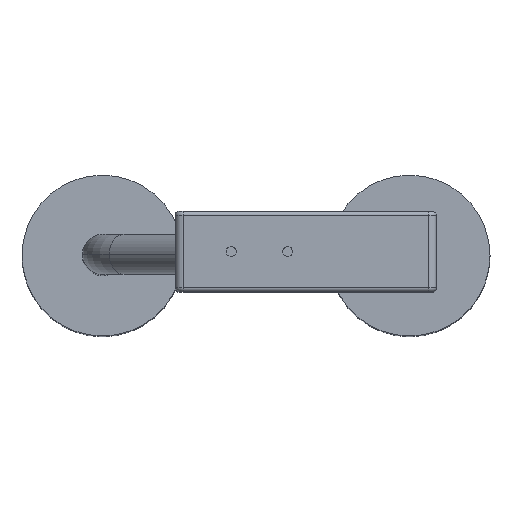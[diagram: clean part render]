
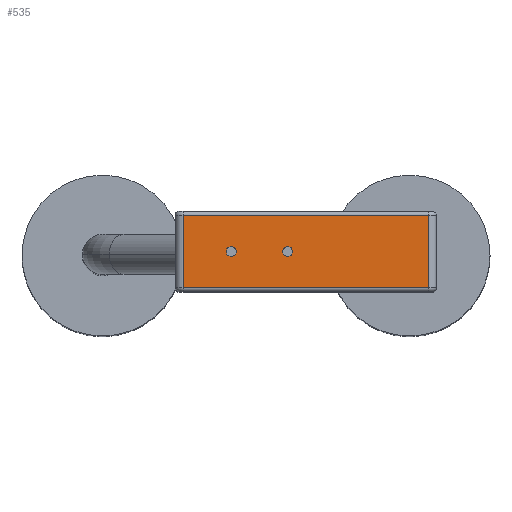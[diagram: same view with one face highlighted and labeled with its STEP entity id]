
A CAD part, top view. The second image highlights one B-rep face of the part: STEP entity #535.
In plain terms, the highlighted planar face has unit normal (0, 0, 1).
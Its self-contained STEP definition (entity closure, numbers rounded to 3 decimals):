
#18 = CARTESIAN_POINT ( 'NONE',  ( -0.325, 0., 4. ) ) ;
#115 = CARTESIAN_POINT ( 'NONE',  ( 3.05, -0.9, 4. ) ) ;
#162 = VECTOR ( 'NONE', #1318, 1000. ) ;
#244 = CARTESIAN_POINT ( 'NONE',  ( -3.05, 1., 4. ) ) ;
#246 = AXIS2_PLACEMENT_3D ( 'NONE', #253, #1426, #2439 ) ;
#253 = CARTESIAN_POINT ( 'NONE',  ( -3.25, 1., 4. ) ) ;
#403 = VERTEX_POINT ( 'NONE', #18 ) ;
#458 = EDGE_LOOP ( 'NONE', ( #2103, #1525 ) ) ;
#525 = EDGE_CURVE ( 'NONE', #2005, #552, #2724, .T. ) ;
#535 = ADVANCED_FACE ( 'NONE', ( #2970, #1764, #3362 ), #592, .F. ) ;
#552 = VERTEX_POINT ( 'NONE', #1828 ) ;
#592 = PLANE ( 'NONE',  #246 ) ;
#629 = AXIS2_PLACEMENT_3D ( 'NONE', #2613, #3196, #1331 ) ;
#694 = CARTESIAN_POINT ( 'NONE',  ( -3.05, -0.9, 4. ) ) ;
#698 = CIRCLE ( 'NONE', #3233, 0.125 ) ;
#793 = CIRCLE ( 'NONE', #1601, 0.125 ) ;
#794 = DIRECTION ( 'NONE',  ( 0., -1., 0. ) ) ;
#796 = VECTOR ( 'NONE', #794, 1000. ) ;
#828 = CARTESIAN_POINT ( 'NONE',  ( -3.25, 0.9, 4. ) ) ;
#877 = CIRCLE ( 'NONE', #2078, 0.125 ) ;
#907 = EDGE_CURVE ( 'NONE', #552, #1946, #1362, .T. ) ;
#1132 = ORIENTED_EDGE ( 'NONE', *, *, #525, .T. ) ;
#1166 = DIRECTION ( 'NONE',  ( 1., 0., 0. ) ) ;
#1167 = CARTESIAN_POINT ( 'NONE',  ( -1.725, 0., 4. ) ) ;
#1207 = CARTESIAN_POINT ( 'NONE',  ( 3.05, -0.9, 4. ) ) ;
#1318 = DIRECTION ( 'NONE',  ( 1., 0., 0. ) ) ;
#1331 = DIRECTION ( 'NONE',  ( 1., 0., 0. ) ) ;
#1346 = DIRECTION ( 'NONE',  ( 0., 0., 1. ) ) ;
#1362 = LINE ( 'NONE', #828, #2039 ) ;
#1426 = DIRECTION ( 'NONE',  ( 0., 0., -1. ) ) ;
#1525 = ORIENTED_EDGE ( 'NONE', *, *, #1577, .F. ) ;
#1573 = CARTESIAN_POINT ( 'NONE',  ( -1.975, 0., 4. ) ) ;
#1577 = EDGE_CURVE ( 'NONE', #3307, #403, #793, .T. ) ;
#1601 = AXIS2_PLACEMENT_3D ( 'NONE', #3200, #2920, #3602 ) ;
#1686 = EDGE_LOOP ( 'NONE', ( #2884, #2329, #1132, #1769 ) ) ;
#1691 = ORIENTED_EDGE ( 'NONE', *, *, #3765, .F. ) ;
#1764 = FACE_BOUND ( 'NONE', #458, .T. ) ;
#1768 = VERTEX_POINT ( 'NONE', #1573 ) ;
#1769 = ORIENTED_EDGE ( 'NONE', *, *, #907, .T. ) ;
#1828 = CARTESIAN_POINT ( 'NONE',  ( 3.05, 0.9, 4. ) ) ;
#1946 = VERTEX_POINT ( 'NONE', #3516 ) ;
#2005 = VERTEX_POINT ( 'NONE', #1207 ) ;
#2039 = VECTOR ( 'NONE', #3278, 1000. ) ;
#2078 = AXIS2_PLACEMENT_3D ( 'NONE', #2098, #3910, #1166 ) ;
#2098 = CARTESIAN_POINT ( 'NONE',  ( -1.85, 0., 4. ) ) ;
#2103 = ORIENTED_EDGE ( 'NONE', *, *, #3205, .F. ) ;
#2121 = CARTESIAN_POINT ( 'NONE',  ( 3.05, 1., 4. ) ) ;
#2159 = EDGE_LOOP ( 'NONE', ( #1691, #3134 ) ) ;
#2174 = EDGE_CURVE ( 'NONE', #2874, #2005, #2854, .T. ) ;
#2293 = EDGE_CURVE ( 'NONE', #1946, #2874, #2625, .T. ) ;
#2318 = CARTESIAN_POINT ( 'NONE',  ( -0.575, 0., 4. ) ) ;
#2329 = ORIENTED_EDGE ( 'NONE', *, *, #2174, .T. ) ;
#2401 = CIRCLE ( 'NONE', #629, 0.125 ) ;
#2439 = DIRECTION ( 'NONE',  ( 0., -1., 0. ) ) ;
#2605 = VECTOR ( 'NONE', #3013, 1000. ) ;
#2613 = CARTESIAN_POINT ( 'NONE',  ( -1.85, 0., 4. ) ) ;
#2625 = LINE ( 'NONE', #244, #796 ) ;
#2724 = LINE ( 'NONE', #2121, #2605 ) ;
#2854 = LINE ( 'NONE', #115, #162 ) ;
#2865 = DIRECTION ( 'NONE',  ( 1., 0., 0. ) ) ;
#2874 = VERTEX_POINT ( 'NONE', #694 ) ;
#2884 = ORIENTED_EDGE ( 'NONE', *, *, #2293, .T. ) ;
#2920 = DIRECTION ( 'NONE',  ( 0., 0., 1. ) ) ;
#2970 = FACE_BOUND ( 'NONE', #2159, .T. ) ;
#3013 = DIRECTION ( 'NONE',  ( 0., 1., 0. ) ) ;
#3021 = EDGE_CURVE ( 'NONE', #1768, #3736, #877, .T. ) ;
#3134 = ORIENTED_EDGE ( 'NONE', *, *, #3021, .F. ) ;
#3136 = CARTESIAN_POINT ( 'NONE',  ( -0.45, 0., 4. ) ) ;
#3196 = DIRECTION ( 'NONE',  ( 0., 0., 1. ) ) ;
#3200 = CARTESIAN_POINT ( 'NONE',  ( -0.45, 0., 4. ) ) ;
#3205 = EDGE_CURVE ( 'NONE', #403, #3307, #698, .T. ) ;
#3233 = AXIS2_PLACEMENT_3D ( 'NONE', #3136, #1346, #2865 ) ;
#3278 = DIRECTION ( 'NONE',  ( -1., 0., 0. ) ) ;
#3307 = VERTEX_POINT ( 'NONE', #2318 ) ;
#3362 = FACE_OUTER_BOUND ( 'NONE', #1686, .T. ) ;
#3516 = CARTESIAN_POINT ( 'NONE',  ( -3.05, 0.9, 4. ) ) ;
#3602 = DIRECTION ( 'NONE',  ( 1., 0., 0. ) ) ;
#3736 = VERTEX_POINT ( 'NONE', #1167 ) ;
#3765 = EDGE_CURVE ( 'NONE', #3736, #1768, #2401, .T. ) ;
#3910 = DIRECTION ( 'NONE',  ( 0., 0., 1. ) ) ;
